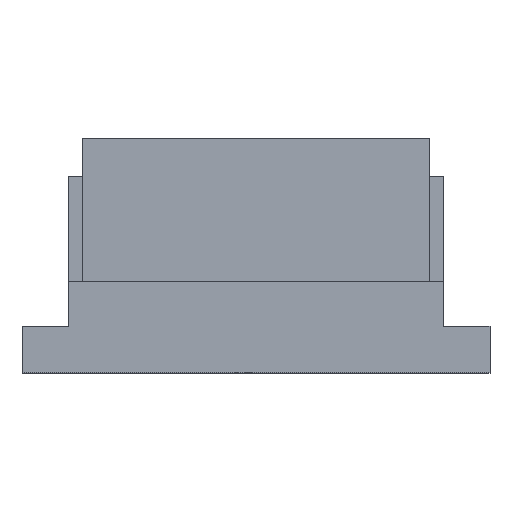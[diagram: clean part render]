
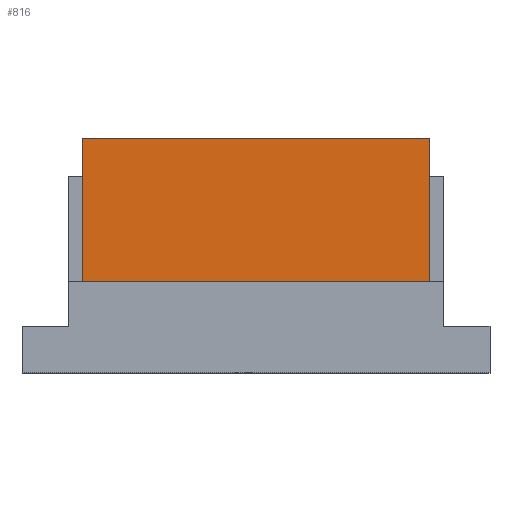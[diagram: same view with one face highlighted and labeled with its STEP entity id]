
A CAD part, front view. The second image highlights one B-rep face of the part: STEP entity #816.
In plain terms, the highlighted planar face has unit normal (0, -1, 0).
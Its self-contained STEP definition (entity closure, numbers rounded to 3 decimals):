
#810 = VERTEX_POINT ( 'NONE', #4042 ) ;
#812 = EDGE_CURVE ( 'NONE', #813, #810, #4041, .T. ) ;
#813 = VERTEX_POINT ( 'NONE', #4037 ) ;
#816 = ADVANCED_FACE ( 'NONE', ( #4031 ), #4056, .F. ) ;
#817 = EDGE_LOOP ( 'NONE', ( #818, #819, #822, #825 ) ) ;
#818 = ORIENTED_EDGE ( 'NONE', *, *, #812, .T. ) ;
#819 = ORIENTED_EDGE ( 'NONE', *, *, #820, .T. ) ;
#820 = EDGE_CURVE ( 'NONE', #810, #821, #4096, .T. ) ;
#821 = VERTEX_POINT ( 'NONE', #4092 ) ;
#822 = ORIENTED_EDGE ( 'NONE', *, *, #823, .F. ) ;
#823 = EDGE_CURVE ( 'NONE', #824, #821, #4091, .T. ) ;
#824 = VERTEX_POINT ( 'NONE', #4087 ) ;
#825 = ORIENTED_EDGE ( 'NONE', *, *, #826, .F. ) ;
#826 = EDGE_CURVE ( 'NONE', #813, #824, #4085, .T. ) ;
#4031 = FACE_OUTER_BOUND ( 'NONE', #817, .T. ) ;
#4037 = CARTESIAN_POINT ( 'NONE',  ( 3.7, -3.55, 3.9 ) ) ;
#4038 = DIRECTION ( 'NONE',  ( -1., 0., 0. ) ) ;
#4039 = VECTOR ( 'NONE', #4038, 1000. ) ;
#4040 = CARTESIAN_POINT ( 'NONE',  ( 4., -3.55, 3.9 ) ) ;
#4041 = LINE ( 'NONE', #4040, #4039 ) ;
#4042 = CARTESIAN_POINT ( 'NONE',  ( -3.7, -3.55, 3.9 ) ) ;
#4056 = PLANE ( 'NONE',  #4100 ) ;
#4082 = DIRECTION ( 'NONE',  ( 0., 0., -1. ) ) ;
#4083 = VECTOR ( 'NONE', #4082, 1000. ) ;
#4084 = CARTESIAN_POINT ( 'NONE',  ( 3.7, -3.55, 3.9 ) ) ;
#4085 = LINE ( 'NONE', #4084, #4083 ) ;
#4087 = CARTESIAN_POINT ( 'NONE',  ( 3.7, -3.55, 0.85 ) ) ;
#4088 = DIRECTION ( 'NONE',  ( -1., 0., 0. ) ) ;
#4089 = VECTOR ( 'NONE', #4088, 1000. ) ;
#4090 = CARTESIAN_POINT ( 'NONE',  ( 4., -3.55, 0.85 ) ) ;
#4091 = LINE ( 'NONE', #4090, #4089 ) ;
#4092 = CARTESIAN_POINT ( 'NONE',  ( -3.7, -3.55, 0.85 ) ) ;
#4093 = DIRECTION ( 'NONE',  ( 0., 0., -1. ) ) ;
#4094 = VECTOR ( 'NONE', #4093, 1000. ) ;
#4095 = CARTESIAN_POINT ( 'NONE',  ( -3.7, -3.55, 3.9 ) ) ;
#4096 = LINE ( 'NONE', #4095, #4094 ) ;
#4097 = DIRECTION ( 'NONE',  ( 0., 0., 1. ) ) ;
#4098 = DIRECTION ( 'NONE',  ( 0., 1., 0. ) ) ;
#4099 = CARTESIAN_POINT ( 'NONE',  ( 4., -3.55, 0.85 ) ) ;
#4100 = AXIS2_PLACEMENT_3D ( 'NONE', #4099, #4098, #4097 ) ;
